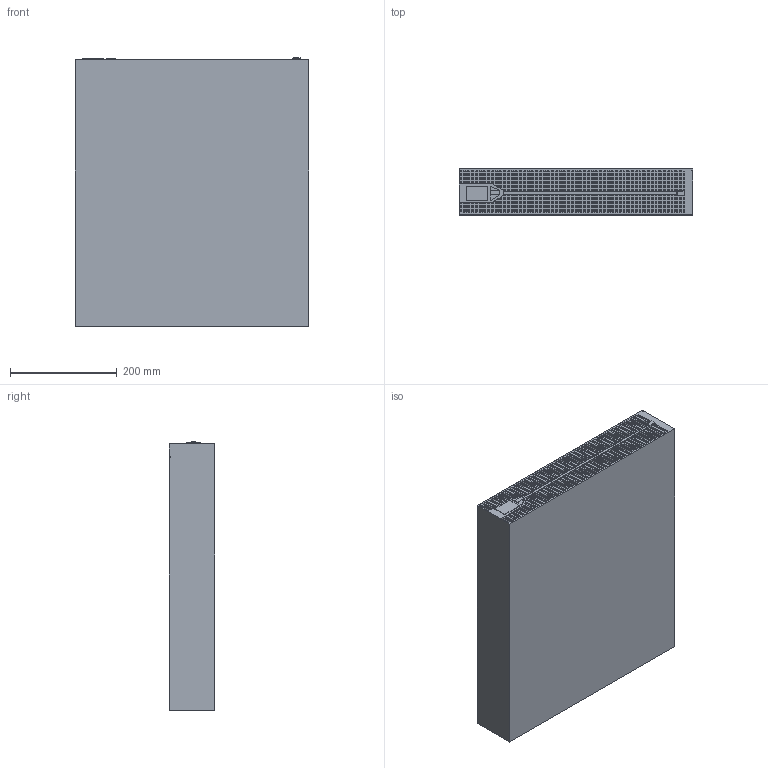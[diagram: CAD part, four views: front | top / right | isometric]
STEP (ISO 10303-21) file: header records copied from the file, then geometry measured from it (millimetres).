
FILE_DESCRIPTION (( 'STEP AP203' ), '1' );
FILE_NAME ('ÈÁÏ òèïà MPOR-006-1-00.STEP', '2023-10-12T08:48:35', ( '' ), ( '' ), 'SwSTEP 2.0', 'SolidWorks 2022', '' );
FILE_SCHEMA (( 'CONFIG_CONTROL_DESIGN' ));
Length unit declared in the file: millimetre
Products named in the file (1): ИБП типа MPOR-006-1-00
Bounding box: 438 x 86 x 504 mm (x, y, z)
Volume: 18808561.4 mm3; surface area: 639080.7 mm2
Topology: 1 solids, 1 shells, 4798 faces, 14305 edges, 9535 vertices
Faces by surface type: plane 4798
Entity records: 157726 total; most frequent: CARTESIAN_POINT 28639, ORIENTED_EDGE 28610, DIRECTION 23903, LINE 14305, VECTOR 14305, EDGE_CURVE 14305, VERTEX_POINT 9535, EDGE_LOOP 4824
